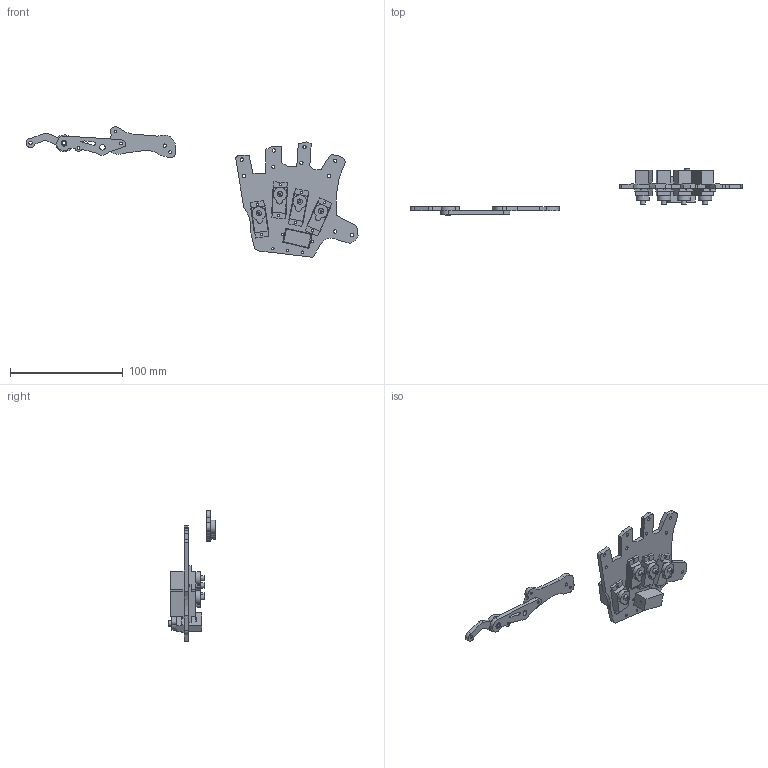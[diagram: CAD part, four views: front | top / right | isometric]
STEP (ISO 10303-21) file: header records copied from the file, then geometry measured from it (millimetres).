
FILE_DESCRIPTION(/* description */ ('STEP AP242','CAx-IF Rec.Pracs.---Representation and Presentation of Product Manufacturing Information (PMI)---4.0---2014-10-13','CAx-IF Rec.Pracs.---3D Tessellated Geometry---0.4---2014-09-14','2;1'),/* implementation_level */ '2;1');
FILE_NAME(/* name */ '6303d577d8378103e4f702df',/* time_stamp */ '2022-08-22T19:14:01+00:00',/* author */ (''),/* organization */ (''),/* preprocessor_version */ 'ST-DEVELOPER v18.102',/* originating_system */ ' ',/* authorisation */ ' ');
FILE_SCHEMA (('AP242_MANAGED_MODEL_BASED_3D_ENGINEERING_MIM_LF { 1 0 10303 442 1 1 4 }'));
Length unit declared in the file: metre
Products named in the file (7): Robot Hand_Moteur; Part 1; Palier lisse; 0-Carpe_Metacarpe
Assembly tree (10 placements, depth 2):
  Robot Hand_Moteur
    Part 1  x5
    Part 1
    Part 1
    Palier lisse
    0-Carpe_Metacarpe
    Part 1
Bounding box: 294.6 x 42.09 x 115.85 mm (x, y, z)
Volume: 61248.1 mm3; surface area: 33692.5 mm2
Topology: 10 solids, 10 shells, 329 faces, 866 edges, 572 vertices
Faces by surface type: plane 233, cylinder 94, cone 1, bspline 1
Full cylindrical faces by diameter (mm): 1.7 x5, 2 x14, 2.5 x4, 2.9 x10, 3 x4, 4.6 x5, 4.7 x1, 4.9 x2, 5 x1
Entity records: 5807 total; most frequent: CARTESIAN_POINT 987, DIRECTION 958, ORIENTED_EDGE 884, EDGE_CURVE 442, AXIS2_PLACEMENT_3D 331, VERTEX_POINT 320, EDGE_LOOP 302, FACE_BOUND 302
